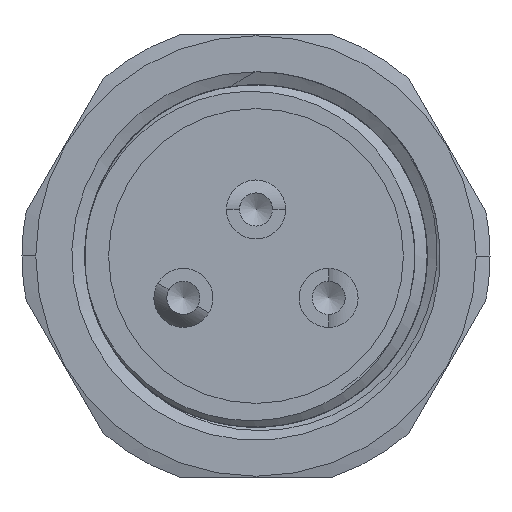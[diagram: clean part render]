
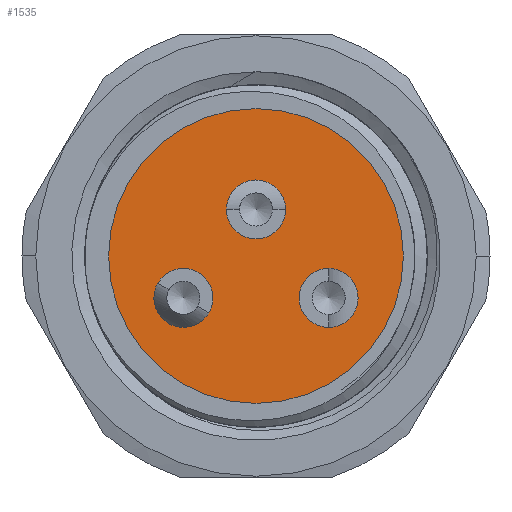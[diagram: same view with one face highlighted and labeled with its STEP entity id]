
A CAD part, left-side view. The second image highlights one B-rep face of the part: STEP entity #1535.
In plain terms, the highlighted planar face has unit normal (-1, 0, 0).
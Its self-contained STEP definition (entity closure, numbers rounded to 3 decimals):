
#279=PLANE('',#5143);
#1535=ADVANCED_FACE('',(#1794),#279,.F.);
#1794=FACE_OUTER_BOUND('',#2135,.T.);
#2135=EDGE_LOOP('',(#3149));
#3149=ORIENTED_EDGE('',*,*,#4380,.F.);
#3815=VERTEX_POINT('',#11784);
#4380=EDGE_CURVE('',#3815,#3815,#4735,.T.);
#4735=CIRCLE('',#5140,8.);
#5140=AXIS2_PLACEMENT_3D('',#11783,#6093,#6094);
#5143=AXIS2_PLACEMENT_3D('',#11787,#6099,#6100);
#6093=DIRECTION('',(1.,0.,0.));
#6094=DIRECTION('',(0.,-0.866,0.5));
#6099=DIRECTION('',(1.,0.,0.));
#6100=DIRECTION('',(0.,0.,1.));
#11783=CARTESIAN_POINT('',(-25.9,0.,0.));
#11784=CARTESIAN_POINT('',(-25.9,-6.928,4.));
#11787=CARTESIAN_POINT('',(-25.9,0.,0.));
